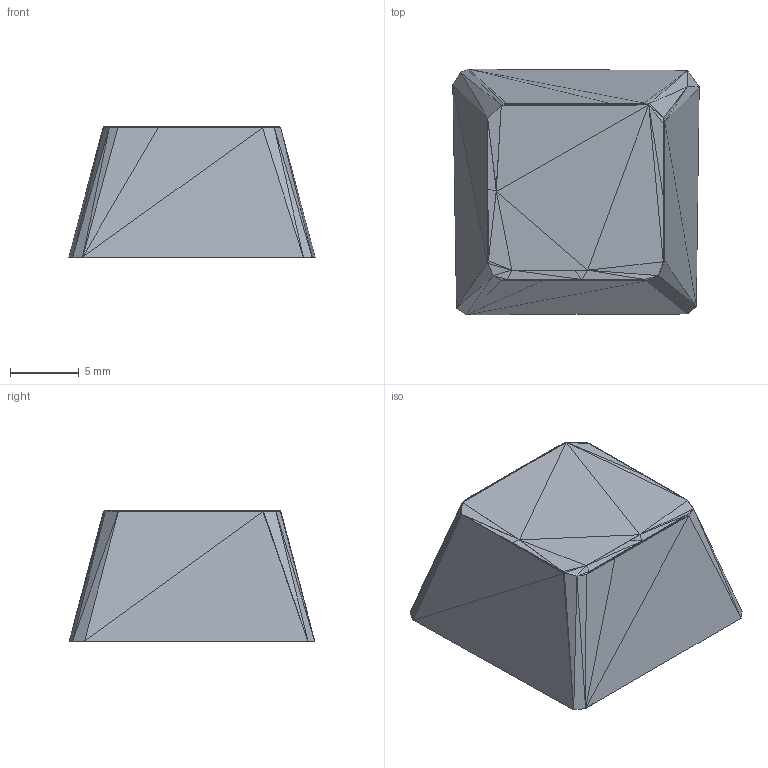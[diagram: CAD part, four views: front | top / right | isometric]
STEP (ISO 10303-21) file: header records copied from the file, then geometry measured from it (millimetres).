
FILE_DESCRIPTION((''),'2;1');
FILE_NAME('Simple-CherryMX-Keycap', '2025-04-11T17:25:27', (''), (''), 'ImageToStl.com STEP Converter','', '');
FILE_SCHEMA(('AUTOMOTIVE_DESIGN_CC2'));
Length unit declared in the file: metre
Products named in the file (1): product0
Bounding box: 17.96 x 17.91 x 9.5 mm (x, y, z)
Surface area: 1669.8 mm2 (no closed solid volume)
Topology: 0 solids, 618 shells, 618 faces, 1854 edges, 261 vertices
Faces by surface type: plane 618
Entity records: 14146 total; most frequent: DIRECTION 3092, ORIENTED_EDGE 1854, EDGE_CURVE 1854, LINE 1854, VECTOR 1854, AXIS2_PLACEMENT_3D 619, FACE_SURFACE 618, PLANE 618
